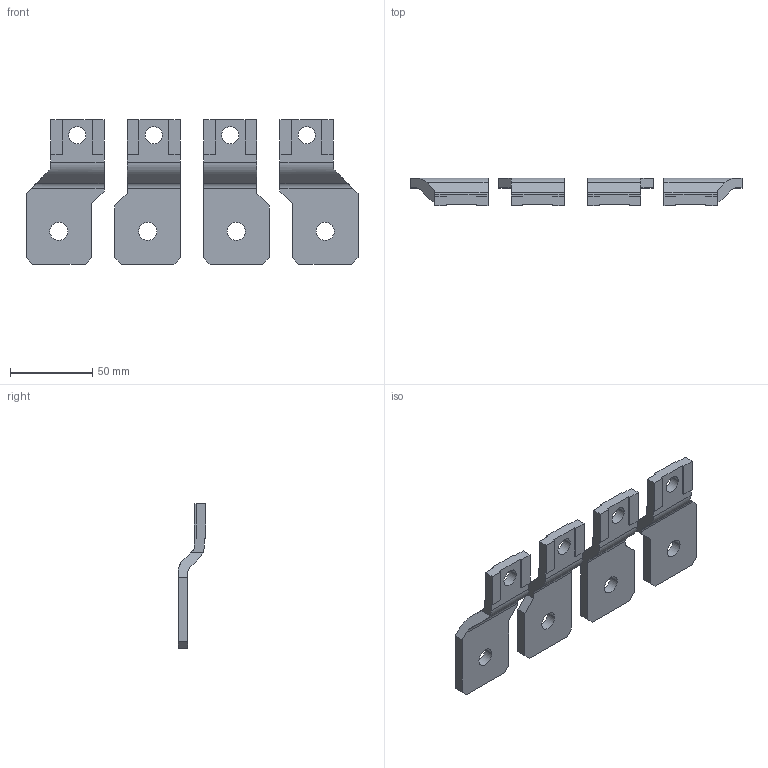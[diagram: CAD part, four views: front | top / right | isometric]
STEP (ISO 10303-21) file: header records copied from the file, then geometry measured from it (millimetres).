
FILE_DESCRIPTION(('CATIA V5 STEP Exchange'),'2;1');
FILE_NAME('1SDH001294R0156_1PA_001_00_A3_4p_ES_inf.stp','2014-12-04T15:44:15+00:00',('none'),('none'),'CATIA Version 5 Release 20 SP 1 (IN-10)','CATIA V5 STEP AP214','none');
FILE_SCHEMA(('AUTOMOTIVE_DESIGN { 1 0 10303 214 1 1 1 1 }'));
Length unit declared in the file: millimetre
Products named in the file (1): 1SDH001294R0156_1PA_001_00_A3_4p_ES_inf
Bounding box: 202 x 17 x 88 mm (x, y, z)
Volume: 75773.6 mm3; surface area: 33518 mm2
Topology: 4 solids, 4 shells, 140 faces, 396 edges, 264 vertices
Faces by surface type: plane 108, cylinder 32
Entity records: 4124 total; most frequent: ORIENTED_EDGE 792, CARTESIAN_POINT 747, DIRECTION 510, EDGE_CURVE 396, VECTOR 330, LINE 330, VERTEX_POINT 264, EDGE_LOOP 156
